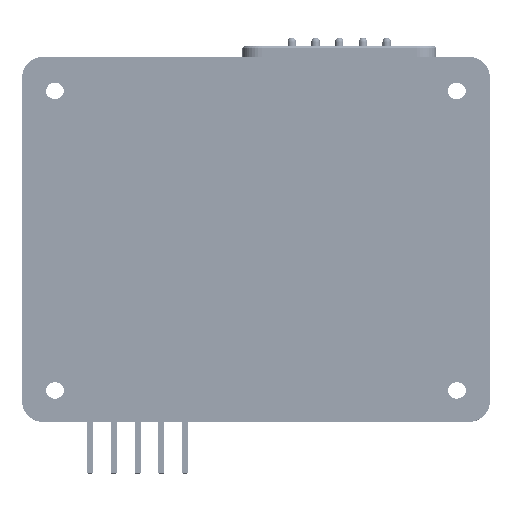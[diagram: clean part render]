
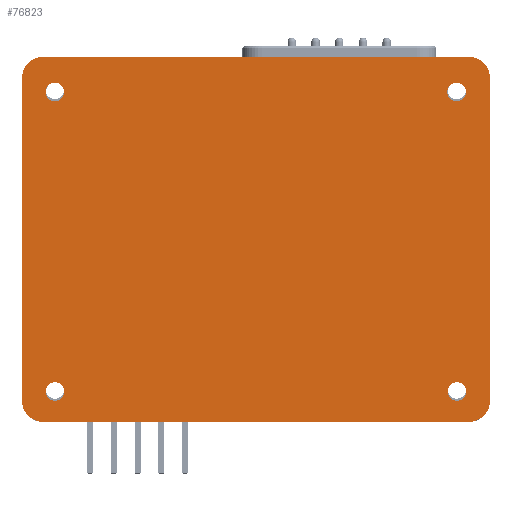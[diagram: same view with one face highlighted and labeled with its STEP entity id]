
A CAD part, top view. The second image highlights one B-rep face of the part: STEP entity #76823.
In plain terms, the highlighted planar face has unit normal (0, 0, 1).
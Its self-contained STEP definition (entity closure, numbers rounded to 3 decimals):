
#1654=FACE_BOUND('',#9220,.T.);
#1655=FACE_BOUND('',#9221,.T.);
#1656=FACE_BOUND('',#9222,.T.);
#1657=FACE_BOUND('',#9223,.T.);
#4402=CIRCLE('',#81927,1.);
#4404=CIRCLE('',#81930,1.);
#4406=CIRCLE('',#81933,1.);
#4408=CIRCLE('',#81936,1.);
#4411=CIRCLE('',#81940,2.25);
#4413=CIRCLE('',#81944,2.25);
#4415=CIRCLE('',#81948,2.25);
#4417=CIRCLE('',#81952,2.25);
#6902=FACE_OUTER_BOUND('',#9219,.T.);
#9219=EDGE_LOOP('',(#70710,#70711,#70712,#70713,#70714,#70715,#70716,#70717));
#9220=EDGE_LOOP('',(#70718));
#9221=EDGE_LOOP('',(#70719));
#9222=EDGE_LOOP('',(#70720));
#9223=EDGE_LOOP('',(#70721));
#19276=LINE('',#129480,#29336);
#19280=LINE('',#129492,#29340);
#19284=LINE('',#129504,#29344);
#19288=LINE('',#129514,#29348);
#29336=VECTOR('',#101869,10.);
#29340=VECTOR('',#101881,10.);
#29344=VECTOR('',#101893,10.);
#29348=VECTOR('',#101905,10.);
#40694=VERTEX_POINT('',#129444);
#40696=VERTEX_POINT('',#129450);
#40698=VERTEX_POINT('',#129456);
#40700=VERTEX_POINT('',#129462);
#40704=VERTEX_POINT('',#129471);
#40705=VERTEX_POINT('',#129473);
#40707=VERTEX_POINT('',#129479);
#40709=VERTEX_POINT('',#129485);
#40711=VERTEX_POINT('',#129491);
#40713=VERTEX_POINT('',#129497);
#40715=VERTEX_POINT('',#129503);
#40717=VERTEX_POINT('',#129509);
#53584=EDGE_CURVE('',#40694,#40694,#4402,.T.);
#53587=EDGE_CURVE('',#40696,#40696,#4404,.T.);
#53590=EDGE_CURVE('',#40698,#40698,#4406,.T.);
#53593=EDGE_CURVE('',#40700,#40700,#4408,.T.);
#53598=EDGE_CURVE('',#40705,#40704,#4411,.T.);
#53601=EDGE_CURVE('',#40707,#40705,#19276,.T.);
#53604=EDGE_CURVE('',#40709,#40707,#4413,.T.);
#53607=EDGE_CURVE('',#40711,#40709,#19280,.T.);
#53610=EDGE_CURVE('',#40713,#40711,#4415,.T.);
#53613=EDGE_CURVE('',#40715,#40713,#19284,.T.);
#53616=EDGE_CURVE('',#40717,#40715,#4417,.T.);
#53619=EDGE_CURVE('',#40704,#40717,#19288,.T.);
#70710=ORIENTED_EDGE('',*,*,#53619,.T.);
#70711=ORIENTED_EDGE('',*,*,#53616,.T.);
#70712=ORIENTED_EDGE('',*,*,#53613,.T.);
#70713=ORIENTED_EDGE('',*,*,#53610,.T.);
#70714=ORIENTED_EDGE('',*,*,#53607,.T.);
#70715=ORIENTED_EDGE('',*,*,#53604,.T.);
#70716=ORIENTED_EDGE('',*,*,#53601,.T.);
#70717=ORIENTED_EDGE('',*,*,#53598,.T.);
#70718=ORIENTED_EDGE('',*,*,#53593,.T.);
#70719=ORIENTED_EDGE('',*,*,#53590,.T.);
#70720=ORIENTED_EDGE('',*,*,#53587,.T.);
#70721=ORIENTED_EDGE('',*,*,#53584,.T.);
#72368=PLANE('',#81954);
#76823=ADVANCED_FACE('',(#6902,#1654,#1655,#1656,#1657),#72368,.T.);
#81927=AXIS2_PLACEMENT_3D('',#129445,#101832,#101833);
#81930=AXIS2_PLACEMENT_3D('',#129451,#101839,#101840);
#81933=AXIS2_PLACEMENT_3D('',#129457,#101846,#101847);
#81936=AXIS2_PLACEMENT_3D('',#129463,#101853,#101854);
#81940=AXIS2_PLACEMENT_3D('',#129474,#101863,#101864);
#81944=AXIS2_PLACEMENT_3D('',#129486,#101875,#101876);
#81948=AXIS2_PLACEMENT_3D('',#129498,#101887,#101888);
#81952=AXIS2_PLACEMENT_3D('',#129510,#101899,#101900);
#81954=AXIS2_PLACEMENT_3D('',#129515,#101906,#101907);
#101832=DIRECTION('center_axis',(0.,0.,-1.));
#101833=DIRECTION('ref_axis',(1.,0.,0.));
#101839=DIRECTION('center_axis',(0.,0.,-1.));
#101840=DIRECTION('ref_axis',(1.,0.,0.));
#101846=DIRECTION('center_axis',(0.,0.,-1.));
#101847=DIRECTION('ref_axis',(1.,0.,0.));
#101853=DIRECTION('center_axis',(0.,0.,-1.));
#101854=DIRECTION('ref_axis',(1.,0.,0.));
#101863=DIRECTION('center_axis',(0.,0.,1.));
#101864=DIRECTION('ref_axis',(0.,-1.,0.));
#101869=DIRECTION('',(1.,0.,0.));
#101875=DIRECTION('center_axis',(0.,0.,1.));
#101876=DIRECTION('ref_axis',(-1.,0.,0.));
#101881=DIRECTION('',(0.,-1.,0.));
#101887=DIRECTION('center_axis',(0.,0.,1.));
#101888=DIRECTION('ref_axis',(0.,1.,0.));
#101893=DIRECTION('',(-1.,0.,0.));
#101899=DIRECTION('center_axis',(0.,0.,1.));
#101900=DIRECTION('ref_axis',(1.,0.,0.));
#101905=DIRECTION('',(0.,1.,0.));
#101906=DIRECTION('center_axis',(0.,0.,1.));
#101907=DIRECTION('ref_axis',(1.,0.,0.));
#129444=CARTESIAN_POINT('',(44.578,35.249,2.));
#129445=CARTESIAN_POINT('Origin',(45.578,35.249,2.));
#129450=CARTESIAN_POINT('',(44.608,3.149,2.));
#129451=CARTESIAN_POINT('Origin',(45.608,3.149,2.));
#129456=CARTESIAN_POINT('',(1.545,3.149,2.));
#129457=CARTESIAN_POINT('Origin',(2.545,3.149,2.));
#129462=CARTESIAN_POINT('',(1.515,35.249,2.));
#129463=CARTESIAN_POINT('Origin',(2.515,35.249,2.));
#129471=CARTESIAN_POINT('',(49.153,2.15,2.));
#129473=CARTESIAN_POINT('',(46.903,-0.1,2.));
#129474=CARTESIAN_POINT('Origin',(46.903,2.15,2.));
#129479=CARTESIAN_POINT('',(1.25,-0.1,2.));
#129480=CARTESIAN_POINT('',(1.25,-0.1,2.));
#129485=CARTESIAN_POINT('',(-1.,2.15,2.));
#129486=CARTESIAN_POINT('Origin',(1.25,2.15,2.));
#129491=CARTESIAN_POINT('',(-1.,36.76,2.));
#129492=CARTESIAN_POINT('',(-1.,36.76,2.));
#129497=CARTESIAN_POINT('',(1.25,39.01,2.));
#129498=CARTESIAN_POINT('Origin',(1.25,36.76,2.));
#129503=CARTESIAN_POINT('',(46.903,39.01,2.));
#129504=CARTESIAN_POINT('',(46.903,39.01,2.));
#129509=CARTESIAN_POINT('',(49.153,36.76,2.));
#129510=CARTESIAN_POINT('Origin',(46.903,36.76,2.));
#129514=CARTESIAN_POINT('',(49.153,2.15,2.));
#129515=CARTESIAN_POINT('Origin',(24.076,19.455,2.));
